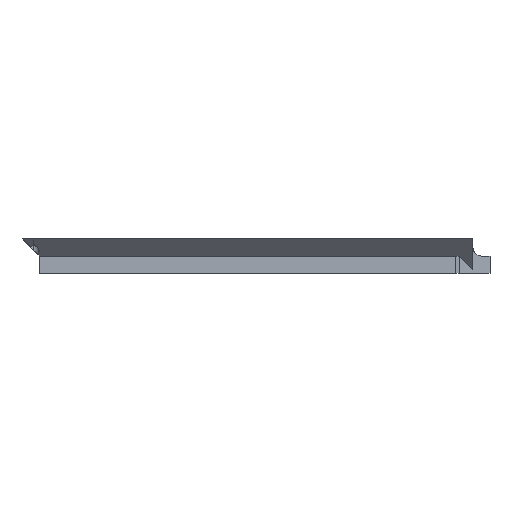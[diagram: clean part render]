
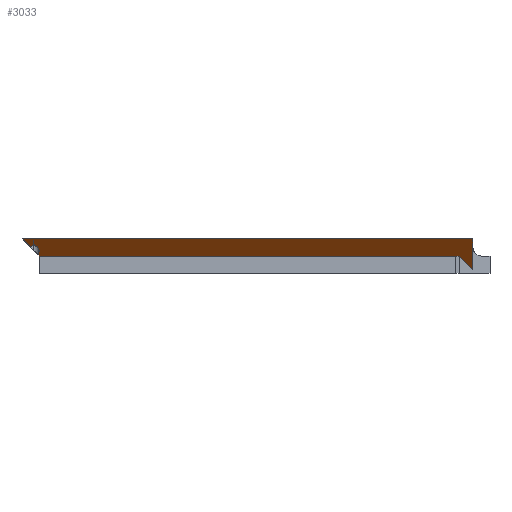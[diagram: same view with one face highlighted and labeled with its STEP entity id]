
A CAD part, left-side view. The second image highlights one B-rep face of the part: STEP entity #3033.
In plain terms, the highlighted planar face has unit normal (-0.707, 0, -0.707).
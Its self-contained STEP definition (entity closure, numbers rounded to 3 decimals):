
#22 = EDGE_CURVE ( 'NONE', #3810, #395, #4044, .T. ) ;
#33 = ORIENTED_EDGE ( 'NONE', *, *, #2173, .F. ) ;
#44 = VECTOR ( 'NONE', #4064, 1000. ) ;
#178 = DIRECTION ( 'NONE',  ( -0.707, 0., 0.707 ) ) ;
#242 = CARTESIAN_POINT ( 'NONE',  ( 2.5, 180., 62.5 ) ) ;
#281 = LINE ( 'NONE', #3670, #2745 ) ;
#294 = ORIENTED_EDGE ( 'NONE', *, *, #728, .F. ) ;
#331 = LINE ( 'NONE', #1063, #1758 ) ;
#395 = VERTEX_POINT ( 'NONE', #1144 ) ;
#408 = EDGE_CURVE ( 'NONE', #1074, #395, #2262, .T. ) ;
#507 = CARTESIAN_POINT ( 'NONE',  ( 2.439, 237.561, 62.561 ) ) ;
#649 = DIRECTION ( 'NONE',  ( 0.577, -0.577, -0.577 ) ) ;
#673 = CARTESIAN_POINT ( 'NONE',  ( -5.458, 122.458, 70.458 ) ) ;
#728 = EDGE_CURVE ( 'NONE', #1865, #2164, #331, .T. ) ;
#809 = LINE ( 'NONE', #673, #3692 ) ;
#853 = CARTESIAN_POINT ( 'NONE',  ( 2., 236.903, 63. ) ) ;
#911 = VERTEX_POINT ( 'NONE', #3188 ) ;
#985 =( BOUNDED_CURVE ( )  B_SPLINE_CURVE ( 3, ( #507, #1960, #853, #1551 ),
 .UNSPECIFIED., .F., .F. ) 
 B_SPLINE_CURVE_WITH_KNOTS ( ( 4, 4 ),
 ( 5.498, 6.283 ),
 .UNSPECIFIED. ) 
 CURVE ( )  GEOMETRIC_REPRESENTATION_ITEM ( )  RATIONAL_B_SPLINE_CURVE ( ( 1., 0.949, 0.949, 1. ) ) 
 REPRESENTATION_ITEM ( '' )  );
#1063 = CARTESIAN_POINT ( 'NONE',  ( 5., 235., 60. ) ) ;
#1074 = VERTEX_POINT ( 'NONE', #3242 ) ;
#1096 = CARTESIAN_POINT ( 'NONE',  ( 0., 240., 65. ) ) ;
#1144 = CARTESIAN_POINT ( 'NONE',  ( 4.561, 235.439, 60.439 ) ) ;
#1389 = DIRECTION ( 'NONE',  ( -0.707, 0., -0.707 ) ) ;
#1498 = EDGE_CURVE ( 'NONE', #3810, #3990, #1733, .T. ) ;
#1551 = CARTESIAN_POINT ( 'NONE',  ( 2., 236.5, 63. ) ) ;
#1571 = CARTESIAN_POINT ( 'NONE',  ( 3.45, 234.329, 61.55 ) ) ;
#1711 = DIRECTION ( 'NONE',  ( 0.707, 0., -0.707 ) ) ;
#1721 = CARTESIAN_POINT ( 'NONE',  ( 9., 108., 56. ) ) ;
#1733 = LINE ( 'NONE', #3500, #4169 ) ;
#1750 = VECTOR ( 'NONE', #1711, 1000. ) ;
#1758 = VECTOR ( 'NONE', #4738, 1000. ) ;
#1865 = VERTEX_POINT ( 'NONE', #2046 ) ;
#1866 = LINE ( 'NONE', #2577, #44 ) ;
#1870 = EDGE_LOOP ( 'NONE', ( #2610, #33, #294, #3001, #2898, #4662, #2778, #3127, #2067 ) ) ;
#1960 = CARTESIAN_POINT ( 'NONE',  ( 2.154, 237.276, 62.846 ) ) ;
#1988 = LINE ( 'NONE', #2881, #1750 ) ;
#2046 = CARTESIAN_POINT ( 'NONE',  ( 2.439, 237.561, 62.561 ) ) ;
#2067 = ORIENTED_EDGE ( 'NONE', *, *, #3858, .T. ) ;
#2144 = VECTOR ( 'NONE', #2581, 1000. ) ;
#2164 = VERTEX_POINT ( 'NONE', #1096 ) ;
#2170 = DIRECTION ( 'NONE',  ( 0., -1., 0. ) ) ;
#2173 = EDGE_CURVE ( 'NONE', #2164, #911, #1866, .T. ) ;
#2262 =( BOUNDED_CURVE ( )  B_SPLINE_CURVE ( 3, ( #3005, #4497, #1571, #3818 ),
 .UNSPECIFIED., .F., .T. ) 
 B_SPLINE_CURVE_WITH_KNOTS ( ( 4, 4 ),
 ( 0., 2.356 ),
 .UNSPECIFIED. ) 
 CURVE ( )  GEOMETRIC_REPRESENTATION_ITEM ( )  RATIONAL_B_SPLINE_CURVE ( ( 1., 0.588, 0.588, 1. ) ) 
 REPRESENTATION_ITEM ( '' )  );
#2339 = EDGE_CURVE ( 'NONE', #911, #4103, #1988, .T. ) ;
#2364 = CARTESIAN_POINT ( 'NONE',  ( 5., 113., 60. ) ) ;
#2577 = CARTESIAN_POINT ( 'NONE',  ( 0., 240., 65. ) ) ;
#2581 = DIRECTION ( 'NONE',  ( -0.577, 0.577, 0.577 ) ) ;
#2610 = ORIENTED_EDGE ( 'NONE', *, *, #2339, .F. ) ;
#2745 = VECTOR ( 'NONE', #2170, 1000. ) ;
#2778 = ORIENTED_EDGE ( 'NONE', *, *, #1498, .T. ) ;
#2857 = VERTEX_POINT ( 'NONE', #4101 ) ;
#2872 = PLANE ( 'NONE',  #3545 ) ;
#2881 = CARTESIAN_POINT ( 'NONE',  ( 16.25, 108., 48.75 ) ) ;
#2898 = ORIENTED_EDGE ( 'NONE', *, *, #408, .T. ) ;
#2921 = CARTESIAN_POINT ( 'NONE',  ( 5., 235., 60. ) ) ;
#3001 = ORIENTED_EDGE ( 'NONE', *, *, #4709, .T. ) ;
#3005 = CARTESIAN_POINT ( 'NONE',  ( 2., 236.5, 63. ) ) ;
#3033 = ADVANCED_FACE ( 'NONE', ( #3604 ), #2872, .T. ) ;
#3127 = ORIENTED_EDGE ( 'NONE', *, *, #3864, .T. ) ;
#3148 = DIRECTION ( 'NONE',  ( 0., -1., 0. ) ) ;
#3188 = CARTESIAN_POINT ( 'NONE',  ( 0., 108., 65. ) ) ;
#3242 = CARTESIAN_POINT ( 'NONE',  ( 2., 236.5, 63. ) ) ;
#3500 = CARTESIAN_POINT ( 'NONE',  ( 5., 180., 60. ) ) ;
#3545 = AXIS2_PLACEMENT_3D ( 'NONE', #242, #1389, #178 ) ;
#3604 = FACE_OUTER_BOUND ( 'NONE', #1870, .T. ) ;
#3670 = CARTESIAN_POINT ( 'NONE',  ( 5., 180., 60. ) ) ;
#3692 = VECTOR ( 'NONE', #649, 1000. ) ;
#3810 = VERTEX_POINT ( 'NONE', #3982 ) ;
#3818 = CARTESIAN_POINT ( 'NONE',  ( 4.561, 235.439, 60.439 ) ) ;
#3858 = EDGE_CURVE ( 'NONE', #2857, #4103, #809, .T. ) ;
#3864 = EDGE_CURVE ( 'NONE', #3990, #2857, #281, .T. ) ;
#3982 = CARTESIAN_POINT ( 'NONE',  ( 5., 235., 60. ) ) ;
#3990 = VERTEX_POINT ( 'NONE', #2364 ) ;
#4044 = LINE ( 'NONE', #2921, #2144 ) ;
#4064 = DIRECTION ( 'NONE',  ( 0., -1., 0. ) ) ;
#4101 = CARTESIAN_POINT ( 'NONE',  ( 5., 112., 60. ) ) ;
#4103 = VERTEX_POINT ( 'NONE', #1721 ) ;
#4169 = VECTOR ( 'NONE', #3148, 1000. ) ;
#4497 = CARTESIAN_POINT ( 'NONE',  ( 2., 234.93, 63. ) ) ;
#4662 = ORIENTED_EDGE ( 'NONE', *, *, #22, .F. ) ;
#4709 = EDGE_CURVE ( 'NONE', #1865, #1074, #985, .T. ) ;
#4738 = DIRECTION ( 'NONE',  ( -0.577, 0.577, 0.577 ) ) ;
